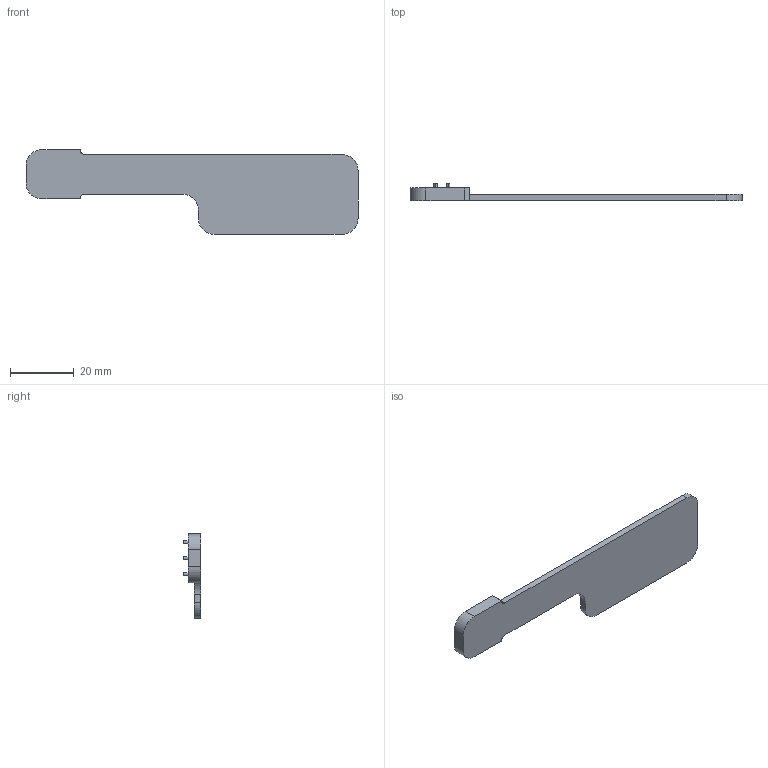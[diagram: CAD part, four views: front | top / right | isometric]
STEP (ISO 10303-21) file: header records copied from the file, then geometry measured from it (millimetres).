
FILE_DESCRIPTION (( 'STEP AP203' ), '1' );
FILE_NAME ('聆彸渀_菁.STEP', '2023-04-19T11:17:43', ( '' ), ( '' ), 'SwSTEP 2.0', 'SolidWorks 2022', '' );
FILE_SCHEMA (( 'CONFIG_CONTROL_DESIGN' ));
Length unit declared in the file: millimetre
Products named in the file (1): 聆彸渀_菁
Bounding box: 104 x 5.5 x 26.5 mm (x, y, z)
Volume: 4389.6 mm3; surface area: 4617.6 mm2
Topology: 1 solids, 1 shells, 38 faces, 88 edges, 58 vertices
Faces by surface type: cylinder 20, plane 18
Entity records: 1173 total; most frequent: DIRECTION 206, CARTESIAN_POINT 185, ORIENTED_EDGE 176, EDGE_CURVE 88, AXIS2_PLACEMENT_3D 79, VERTEX_POINT 58, LINE 48, VECTOR 48
